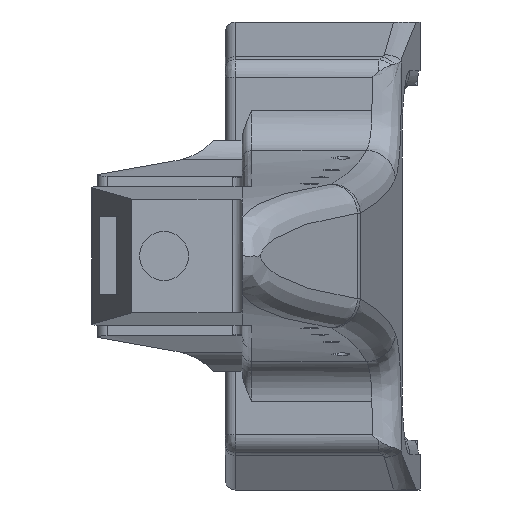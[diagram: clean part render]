
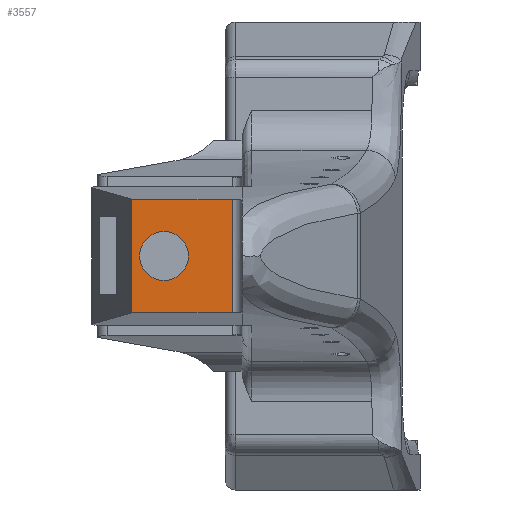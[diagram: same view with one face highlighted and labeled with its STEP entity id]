
A CAD part, front view. The second image highlights one B-rep face of the part: STEP entity #3557.
In plain terms, the highlighted planar face has unit normal (0, -1, 0).
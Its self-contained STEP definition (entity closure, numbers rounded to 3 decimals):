
#46=FACE_BOUND('',#612,.T.);
#82=CIRCLE('',#3777,2.5);
#400=FACE_OUTER_BOUND('',#611,.T.);
#611=EDGE_LOOP('',(#2466,#2467,#2468,#2469));
#612=EDGE_LOOP('',(#2470));
#839=LINE('',#5340,#1141);
#843=LINE('',#5437,#1145);
#861=LINE('',#5705,#1163);
#862=LINE('',#5707,#1164);
#1141=VECTOR('',#4123,10.);
#1145=VECTOR('',#4135,10.);
#1163=VECTOR('',#4185,10.);
#1164=VECTOR('',#4188,10.);
#1479=VERTEX_POINT('',#5337);
#1480=VERTEX_POINT('',#5339);
#1486=VERTEX_POINT('',#5436);
#1497=VERTEX_POINT('',#5487);
#1505=VERTEX_POINT('',#5676);
#1831=EDGE_CURVE('',#1479,#1480,#839,.T.);
#1841=EDGE_CURVE('',#1480,#1486,#843,.T.);
#1857=EDGE_CURVE('',#1497,#1497,#82,.T.);
#1874=EDGE_CURVE('',#1505,#1479,#861,.T.);
#1875=EDGE_CURVE('',#1505,#1486,#862,.T.);
#2466=ORIENTED_EDGE('',*,*,#1841,.F.);
#2467=ORIENTED_EDGE('',*,*,#1831,.F.);
#2468=ORIENTED_EDGE('',*,*,#1874,.F.);
#2469=ORIENTED_EDGE('',*,*,#1875,.T.);
#2470=ORIENTED_EDGE('',*,*,#1857,.T.);
#3442=PLANE('',#3785);
#3557=ADVANCED_FACE('',(#400,#46),#3442,.T.);
#3777=AXIS2_PLACEMENT_3D('',#5488,#4164,#4165);
#3785=AXIS2_PLACEMENT_3D('',#5706,#4186,#4187);
#4123=DIRECTION('',(-1.,0.,0.));
#4135=DIRECTION('',(0.,0.,1.));
#4164=DIRECTION('center_axis',(0.,1.,0.));
#4165=DIRECTION('ref_axis',(0.,0.,-1.));
#4185=DIRECTION('',(0.,0.,-1.));
#4186=DIRECTION('center_axis',(0.,-1.,0.));
#4187=DIRECTION('ref_axis',(0.,0.,1.));
#4188=DIRECTION('',(-1.,0.,0.));
#5337=CARTESIAN_POINT('',(-9.3,-72.,-5.845));
#5339=CARTESIAN_POINT('',(-19.637,-72.,-5.845));
#5340=CARTESIAN_POINT('',(-8.3,-72.,-5.845));
#5436=CARTESIAN_POINT('',(-19.637,-72.,5.845));
#5437=CARTESIAN_POINT('',(-19.637,-72.,-2.923));
#5487=CARTESIAN_POINT('',(-16.3,-72.,2.5));
#5488=CARTESIAN_POINT('Origin',(-16.3,-72.,0.));
#5676=CARTESIAN_POINT('',(-9.3,-72.,5.845));
#5705=CARTESIAN_POINT('',(-9.3,-72.,9.077));
#5706=CARTESIAN_POINT('Origin',(-8.3,-72.,-5.845));
#5707=CARTESIAN_POINT('',(-8.3,-72.,5.845));
